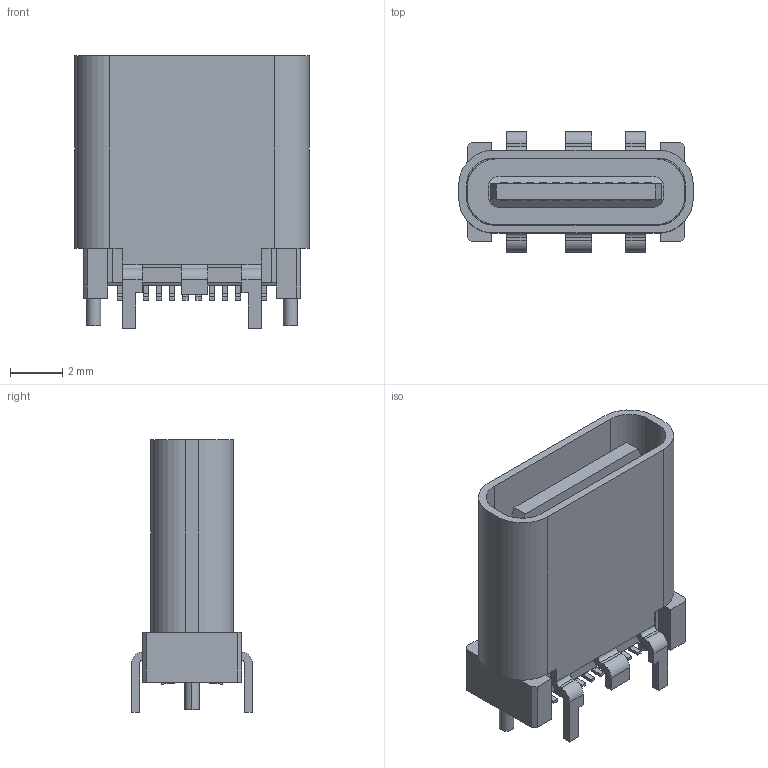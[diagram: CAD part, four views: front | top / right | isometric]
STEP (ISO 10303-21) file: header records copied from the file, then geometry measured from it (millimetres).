
FILE_DESCRIPTION(('CATIA V5 STEP','CAx-IF Rec.Pracs.--- Model Styling and Organization---1.4--- 2014-01-23'),'2;1');
FILE_NAME ('1950421-2_0', '2024-02-22T12:55:50+00:00', ('none'), ('Weidmueller'), 'CATIA Version 5-6 Release 2016 SP3 HF44', 'CATIA V5 STEP AP214', 'none');
FILE_SCHEMA(('AUTOMOTIVE_DESIGN { 1 0 10303 214 1 1 1 1 }'));
Length unit declared in the file: millimetre
Products named in the file (1): 2987540000
Bounding box: 8.94 x 4.6 x 10.4 mm (x, y, z)
Volume: 157.6 mm3; surface area: 615.9 mm2
Topology: 50 solids, 50 shells, 538 faces, 1296 edges, 860 vertices
Faces by surface type: plane 450, cylinder 88
Entity records: 13548 total; most frequent: ORIENTED_EDGE 2592, CARTESIAN_POINT 2376, DIRECTION 1662, EDGE_CURVE 1296, VECTOR 1104, LINE 1104, VERTEX_POINT 860, EDGE_LOOP 542
